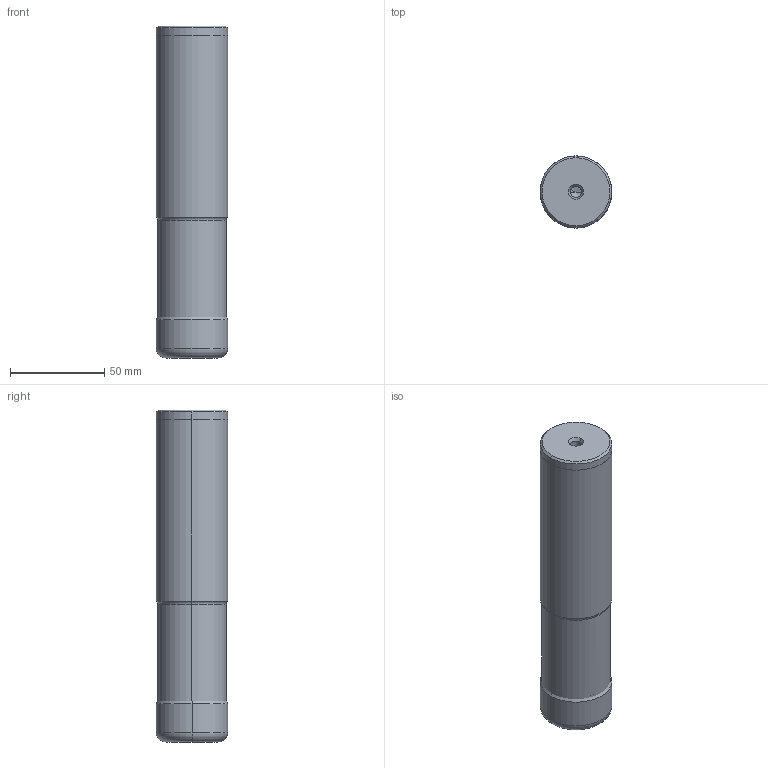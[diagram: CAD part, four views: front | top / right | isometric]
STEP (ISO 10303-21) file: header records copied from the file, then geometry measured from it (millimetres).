
FILE_DESCRIPTION(/* description */ (''),/* implementation_level */ '2;1');
FILE_NAME(/* name */ 'AXD7000UR242SA24SB_IR0_197.stp',/* time_stamp */ '2018-08-06T17:13:34+09:00',/* author */ (''),/* organization */ (''),/* preprocessor_version */ 'ST-DEVELOPER v16',/* originating_system */ 'SIEMENS PLM Software NX 10.0',/* authorisation */ '');
FILE_SCHEMA (('AUTOMOTIVE_DESIGN { 1 0 10303 214 3 1 1 1 }'));
Length unit declared in the file: millimetre
Products named in the file (1): AXD7000UR242SA24SB_IR0_197_ASM
Bounding box: 38.1 x 38.1 x 176.29 mm (x, y, z)
Volume: 209123.5 mm3; surface area: 30177.7 mm2
Topology: 2 solids, 2 shells, 50 faces, 112 edges, 67 vertices
Faces by surface type: cone 22, torus 12, cylinder 10, plane 6
Entity records: 1520 total; most frequent: DIRECTION 310, CARTESIAN_POINT 238, ORIENTED_EDGE 220, AXIS2_PLACEMENT_3D 139, EDGE_CURVE 110, CIRCLE 78, VERTEX_POINT 67, EDGE_LOOP 55
